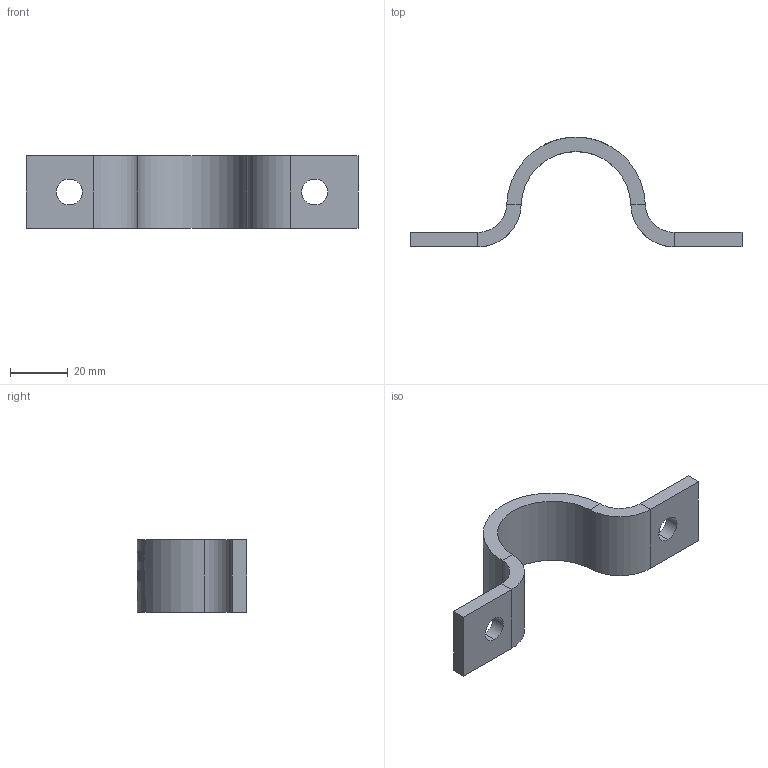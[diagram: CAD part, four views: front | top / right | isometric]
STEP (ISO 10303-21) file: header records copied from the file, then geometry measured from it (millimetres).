
FILE_DESCRIPTION (( 'STEP AP203' ), '1' );
FILE_NAME ('T30804.STEP', '2018-07-20T10:06:07', ( '' ), ( '' ), 'SwSTEP 2.0', 'SolidWorks 2016', '' );
FILE_SCHEMA (( 'CONFIG_CONTROL_DESIGN' ));
Length unit declared in the file: millimetre
Products named in the file (1): T30804
Bounding box: 115 x 38 x 25 mm (x, y, z)
Volume: 18339.9 mm3; surface area: 9387.9 mm2
Topology: 1 solids, 1 shells, 49 faces, 266 edges, 242 vertices
Faces by surface type: cylinder 33, plane 16
Entity records: 5639 total; most frequent: CARTESIAN_POINT 3486, ORIENTED_EDGE 532, DIRECTION 318, EDGE_CURVE 266, VERTEX_POINT 242, AXIS2_PLACEMENT_3D 120, B_SPLINE_CURVE_WITH_KNOTS 118, VECTOR 78
